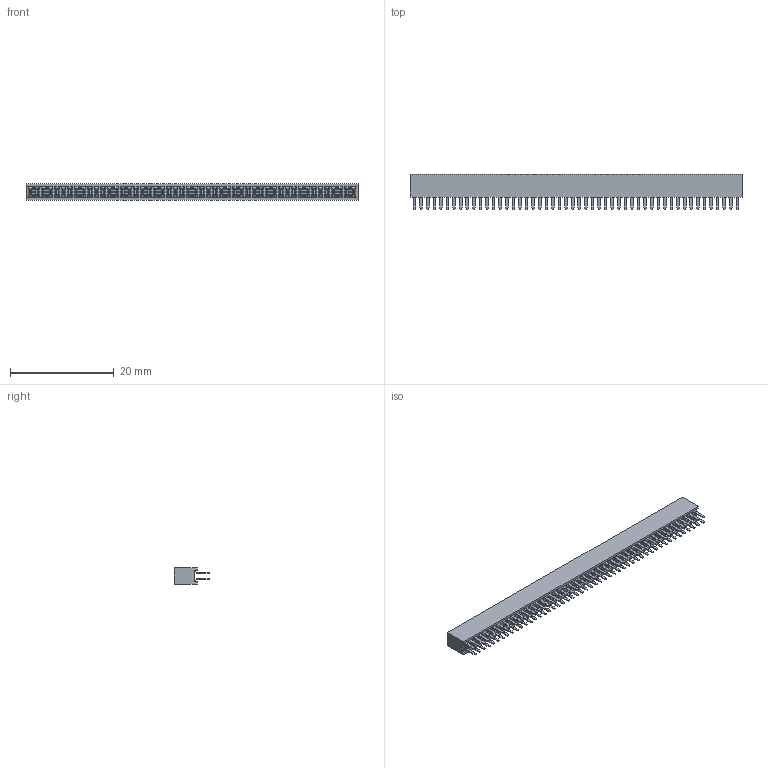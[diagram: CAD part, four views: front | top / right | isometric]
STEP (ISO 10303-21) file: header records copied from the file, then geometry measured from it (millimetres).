
FILE_DESCRIPTION((''),'2;1');
FILE_NAME('M50-300_ASM','2011-08-02T',('wbourne'),(''),'PRO/ENGINEER BY PARAMETRIC TECHNOLOGY CORPORATION, 2010280','PRO/ENGINEER BY PARAMETRIC TECHNOLOGY CORPORATION, 2010280','');
FILE_SCHEMA(('CONFIG_CONTROL_DESIGN','SHAPE_APPEARANCE_LAYERS_GROUPS'));
Length unit declared in the file: millimetre
Products named in the file (3): M50-300-MOULD; M50-300-CONTACT; M50-300_ASM
Assembly tree (101 placements, depth 2):
  M50-300_ASM
    M50-300-MOULD
    M50-300-CONTACT  x100
Bounding box: 64 x 6.8 x 3.1 mm (x, y, z)
Volume: 585.3 mm3; surface area: 4276.8 mm2
Topology: 101 solids, 101 shells, 7410 faces, 20424 edges, 13216 vertices
Faces by surface type: plane 5210, cylinder 2200
Entity records: 49749 total; most frequent: CARTESIAN_POINT 6900, ORIENTED_EDGE 6792, DIRECTION 6192, PRESENTATION_STYLE_ASSIGNMENT 3398, STYLED_ITEM 3398, CURVE_STYLE 3396, EDGE_CURVE 3396, VECTOR 3352
